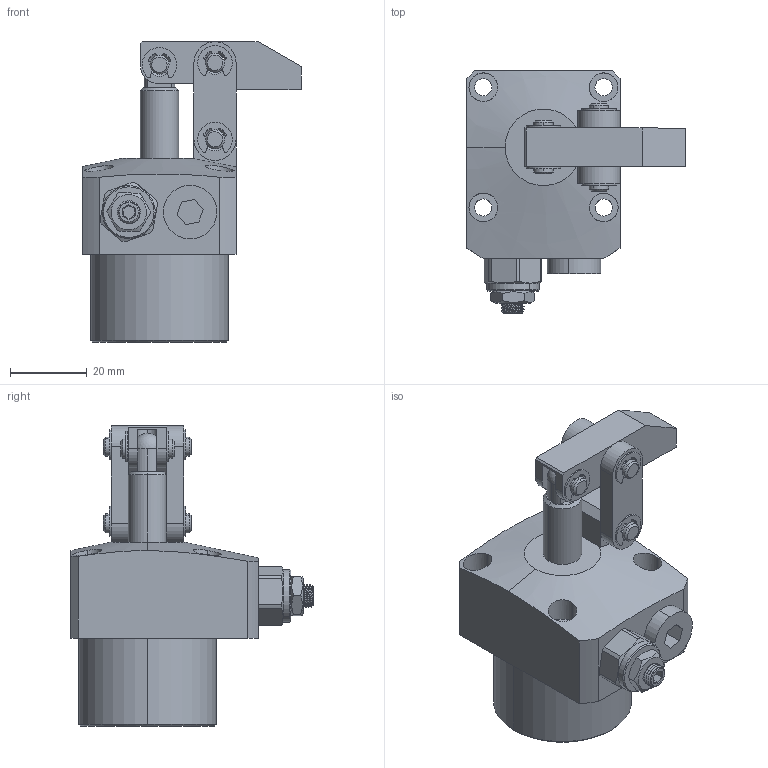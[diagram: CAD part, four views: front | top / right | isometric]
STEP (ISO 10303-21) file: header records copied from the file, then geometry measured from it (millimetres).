
FILE_DESCRIPTION (( 'STEP AP203' ), '1' );
FILE_NAME ('CLKA-036CR杠杆油压缸三维图.STEP', '2019-04-17T00:29:20', ( 'User' ), ( 'china' ), 'SwSTEP 2.0', 'SolidWorks 2018', '' );
FILE_SCHEMA (( 'CONFIG_CONTROL_DESIGN' ));
Length unit declared in the file: millimetre
Products named in the file (10): 种粣1_1; 种粣2_1; 揤旋_1; ｻ鏸鄕ﾋ_1_1_1; 囀鞠褒黑芛郔陔1-8; CLKA036掛极GR; CZL10覃厒概666; 縐銅_1; CLKA-036CR杠杆油压缸三维图; 蟀裝_1
Assembly tree (16 placements, depth 2):
  CLKA-036CR杠杆油压缸三维图
    縐銅_1  x6
    蟀裝_1  x2
    种粣1_1  x2
    种粣2_1
    揤旋_1
    ｻ鏸鄕ﾋ_1_1_1
    囀鞠褒黑芛郔陔1-8
    CLKA036掛极GR
    CZL10覃厒概666
Bounding box: 57 x 63.3 x 78.5 mm (x, y, z)
Volume: 65103.1 mm3; surface area: 26823.5 mm2
Topology: 17 solids, 19 shells, 558 faces, 1402 edges, 903 vertices
Faces by surface type: cylinder 267, plane 170, cone 92, torus 16, bspline 9, sphere 4
Entity records: 17340 total; most frequent: CARTESIAN_POINT 6401, DIRECTION 2079, ORIENTED_EDGE 2006, EDGE_CURVE 1006, AXIS2_PLACEMENT_3D 830, VERTEX_POINT 646, EDGE_LOOP 475, LINE 419
